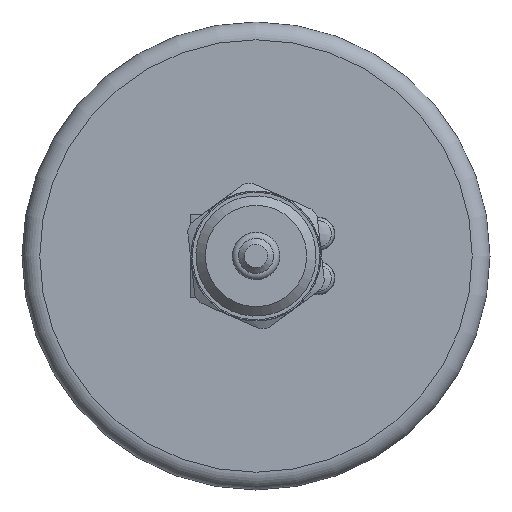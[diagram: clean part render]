
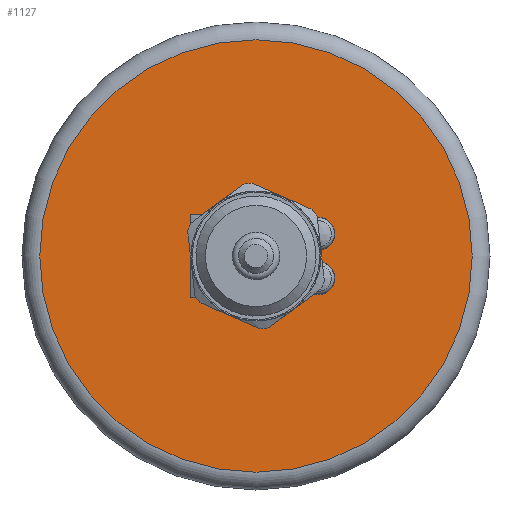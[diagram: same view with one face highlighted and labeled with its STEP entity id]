
A CAD part, front view. The second image highlights one B-rep face of the part: STEP entity #1127.
In plain terms, the highlighted planar face has unit normal (0, -1, 0).
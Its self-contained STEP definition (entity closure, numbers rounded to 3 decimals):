
#71=LINE('',#1872,#118);
#72=LINE('',#1874,#119);
#73=LINE('',#1876,#120);
#74=LINE('',#1877,#121);
#118=VECTOR('',#1491,10.);
#119=VECTOR('',#1492,10.);
#120=VECTOR('',#1493,10.);
#121=VECTOR('',#1494,10.);
#175=FACE_BOUND('',#274,.T.);
#176=FACE_BOUND('',#275,.T.);
#177=FACE_BOUND('',#276,.T.);
#202=FACE_OUTER_BOUND('',#273,.T.);
#273=EDGE_LOOP('',(#814,#815));
#274=EDGE_LOOP('',(#816,#817));
#275=EDGE_LOOP('',(#818,#819));
#276=EDGE_LOOP('',(#820,#821,#822,#823));
#352=CIRCLE('',#1225,2.8);
#353=CIRCLE('',#1226,2.8);
#360=CIRCLE('',#1236,2.8);
#361=CIRCLE('',#1237,2.8);
#370=CIRCLE('',#1251,36.5);
#371=CIRCLE('',#1252,36.5);
#458=VERTEX_POINT('',#1819);
#459=VERTEX_POINT('',#1820);
#465=VERTEX_POINT('',#1838);
#466=VERTEX_POINT('',#1839);
#475=VERTEX_POINT('',#1866);
#476=VERTEX_POINT('',#1867);
#477=VERTEX_POINT('',#1870);
#478=VERTEX_POINT('',#1871);
#479=VERTEX_POINT('',#1873);
#480=VERTEX_POINT('',#1875);
#586=EDGE_CURVE('',#458,#459,#352,.T.);
#587=EDGE_CURVE('',#459,#458,#353,.T.);
#595=EDGE_CURVE('',#465,#466,#360,.T.);
#596=EDGE_CURVE('',#466,#465,#361,.T.);
#608=EDGE_CURVE('',#475,#476,#370,.T.);
#609=EDGE_CURVE('',#476,#475,#371,.T.);
#610=EDGE_CURVE('',#477,#478,#71,.T.);
#611=EDGE_CURVE('',#479,#477,#72,.T.);
#612=EDGE_CURVE('',#480,#479,#73,.T.);
#613=EDGE_CURVE('',#478,#480,#74,.T.);
#814=ORIENTED_EDGE('',*,*,#608,.F.);
#815=ORIENTED_EDGE('',*,*,#609,.F.);
#816=ORIENTED_EDGE('',*,*,#586,.T.);
#817=ORIENTED_EDGE('',*,*,#587,.T.);
#818=ORIENTED_EDGE('',*,*,#595,.T.);
#819=ORIENTED_EDGE('',*,*,#596,.T.);
#820=ORIENTED_EDGE('',*,*,#610,.F.);
#821=ORIENTED_EDGE('',*,*,#611,.F.);
#822=ORIENTED_EDGE('',*,*,#612,.F.);
#823=ORIENTED_EDGE('',*,*,#613,.F.);
#1089=PLANE('',#1250);
#1127=ADVANCED_FACE('',(#202,#175,#176,#177),#1089,.T.);
#1225=AXIS2_PLACEMENT_3D('',#1821,#1431,#1432);
#1226=AXIS2_PLACEMENT_3D('',#1822,#1433,#1434);
#1236=AXIS2_PLACEMENT_3D('',#1840,#1454,#1455);
#1237=AXIS2_PLACEMENT_3D('',#1841,#1456,#1457);
#1250=AXIS2_PLACEMENT_3D('',#1865,#1485,#1486);
#1251=AXIS2_PLACEMENT_3D('',#1868,#1487,#1488);
#1252=AXIS2_PLACEMENT_3D('',#1869,#1489,#1490);
#1431=DIRECTION('center_axis',(0.,1.,0.));
#1432=DIRECTION('ref_axis',(-1.,0.,0.));
#1433=DIRECTION('center_axis',(0.,1.,0.));
#1434=DIRECTION('ref_axis',(-1.,0.,0.));
#1454=DIRECTION('center_axis',(0.,1.,0.));
#1455=DIRECTION('ref_axis',(-1.,0.,0.));
#1456=DIRECTION('center_axis',(0.,1.,0.));
#1457=DIRECTION('ref_axis',(-1.,0.,0.));
#1485=DIRECTION('center_axis',(0.,-1.,0.));
#1486=DIRECTION('ref_axis',(1.,0.,0.));
#1487=DIRECTION('center_axis',(0.,1.,0.));
#1488=DIRECTION('ref_axis',(0.,0.,
-1.));
#1489=DIRECTION('center_axis',(0.,1.,0.));
#1490=DIRECTION('ref_axis',(0.,0.,
-1.));
#1491=DIRECTION('',(0.,0.,-1.));
#1492=DIRECTION('',(-1.,0.,0.));
#1493=DIRECTION('',(0.,0.,1.));
#1494=DIRECTION('',(1.,0.,0.));
#1819=CARTESIAN_POINT('',(7.7,23.2,3.25));
#1820=CARTESIAN_POINT('',(13.3,23.2,3.25));
#1821=CARTESIAN_POINT('Origin',(10.5,23.2,3.25));
#1822=CARTESIAN_POINT('Origin',(10.5,23.2,3.25));
#1838=CARTESIAN_POINT('',(7.7,23.2,10.75));
#1839=CARTESIAN_POINT('',(13.3,23.2,10.75));
#1840=CARTESIAN_POINT('Origin',(10.5,23.2,10.75));
#1841=CARTESIAN_POINT('Origin',(10.5,23.2,10.75));
#1865=CARTESIAN_POINT('Origin',(0.,23.2,-11.25));
#1866=CARTESIAN_POINT('',(0.,23.2,-29.5));
#1867=CARTESIAN_POINT('',(36.5,23.2,7.));
#1868=CARTESIAN_POINT('Origin',(0.,23.2,7.));
#1869=CARTESIAN_POINT('Origin',(0.,23.2,7.));
#1870=CARTESIAN_POINT('',(-11.,23.2,14.));
#1871=CARTESIAN_POINT('',(-11.,23.2,0.));
#1872=CARTESIAN_POINT('',(-11.,23.2,-5.625));
#1873=CARTESIAN_POINT('',(7.,23.2,14.));
#1874=CARTESIAN_POINT('',(3.727,23.2,14.));
#1875=CARTESIAN_POINT('',(7.,23.2,0.));
#1876=CARTESIAN_POINT('',(7.,23.2,-5.625));
#1877=CARTESIAN_POINT('',(3.727,23.2,0.));
